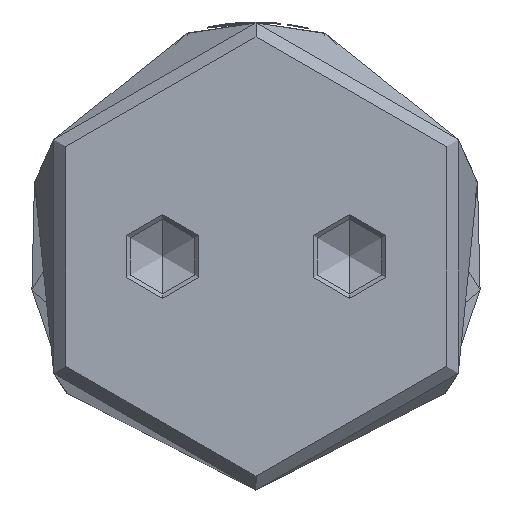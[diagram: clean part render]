
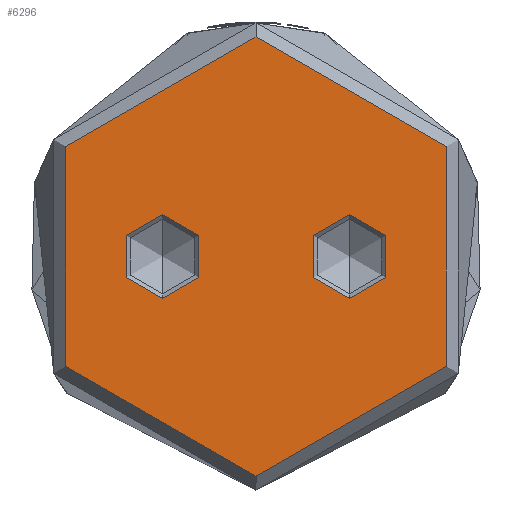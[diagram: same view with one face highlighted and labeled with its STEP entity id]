
A CAD part, front view. The second image highlights one B-rep face of the part: STEP entity #6296.
In plain terms, the highlighted face is planar.
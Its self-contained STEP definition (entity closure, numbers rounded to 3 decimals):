
#11 = FACE_OUTER_BOUND ( 'NONE', #5006, .T. ) ;
#26 = DIRECTION ( 'NONE',  ( 0., 0., 1. ) ) ;
#57 = CARTESIAN_POINT ( 'NONE',  ( 0., 10., 0. ) ) ;
#119 = DIRECTION ( 'NONE',  ( 1., 0., 0. ) ) ;
#438 = CIRCLE ( 'NONE', #2874, 23.5 ) ;
#441 = EDGE_CURVE ( 'NONE', #2113, #7351, #6546, .T. ) ;
#515 = ORIENTED_EDGE ( 'NONE', *, *, #2700, .T. ) ;
#665 = ORIENTED_EDGE ( 'NONE', *, *, #2061, .T. ) ;
#692 = DIRECTION ( 'NONE',  ( 0., 0., 1. ) ) ;
#722 = CARTESIAN_POINT ( 'NONE',  ( 0., 0., 0. ) ) ;
#791 = VERTEX_POINT ( 'NONE', #6341 ) ;
#824 = AXIS2_PLACEMENT_3D ( 'NONE', #4089, #692, #4651 ) ;
#1094 = CARTESIAN_POINT ( 'NONE',  ( -23.5, 0., 0. ) ) ;
#1147 = ORIENTED_EDGE ( 'NONE', *, *, #7368, .T. ) ;
#1205 = CIRCLE ( 'NONE', #6166, 4.5 ) ;
#1491 = EDGE_CURVE ( 'NONE', #7351, #2113, #1205, .T. ) ;
#1511 = VERTEX_POINT ( 'NONE', #2345 ) ;
#1528 = CARTESIAN_POINT ( 'NONE',  ( 4.5, 10., 0. ) ) ;
#1868 = DIRECTION ( 'NONE',  ( 1., 0., 0. ) ) ;
#1889 = DIRECTION ( 'NONE',  ( 0., 0., 1. ) ) ;
#1906 = CARTESIAN_POINT ( 'NONE',  ( 0., 10., 0. ) ) ;
#1908 = EDGE_LOOP ( 'NONE', ( #4649, #6193 ) ) ;
#1909 = AXIS2_PLACEMENT_3D ( 'NONE', #722, #5872, #2510 ) ;
#1917 = FACE_BOUND ( 'NONE', #6989, .T. ) ;
#2061 = EDGE_CURVE ( 'NONE', #1511, #5092, #4659, .T. ) ;
#2113 = VERTEX_POINT ( 'NONE', #1528 ) ;
#2114 = DIRECTION ( 'NONE',  ( 0., 0., 1. ) ) ;
#2196 = DIRECTION ( 'NONE',  ( 0., 0., -1. ) ) ;
#2345 = CARTESIAN_POINT ( 'NONE',  ( -4.5, -10., 0. ) ) ;
#2510 = DIRECTION ( 'NONE',  ( -1., 0., 0. ) ) ;
#2700 = EDGE_CURVE ( 'NONE', #5092, #1511, #4296, .T. ) ;
#2750 = CARTESIAN_POINT ( 'NONE',  ( 4.5, -10., 0. ) ) ;
#2874 = AXIS2_PLACEMENT_3D ( 'NONE', #5476, #2114, #6065 ) ;
#2962 = AXIS2_PLACEMENT_3D ( 'NONE', #1906, #1889, #1868 ) ;
#4031 = CARTESIAN_POINT ( 'NONE',  ( -4.5, 10., 0. ) ) ;
#4089 = CARTESIAN_POINT ( 'NONE',  ( 0., 0., 0. ) ) ;
#4296 = CIRCLE ( 'NONE', #6826, 4.5 ) ;
#4380 = FACE_BOUND ( 'NONE', #1908, .T. ) ;
#4649 = ORIENTED_EDGE ( 'NONE', *, *, #441, .F. ) ;
#4651 = DIRECTION ( 'NONE',  ( 1., 0., 0. ) ) ;
#4659 = CIRCLE ( 'NONE', #7238, 4.5 ) ;
#5006 = EDGE_LOOP ( 'NONE', ( #5462, #1147 ) ) ;
#5092 = VERTEX_POINT ( 'NONE', #2750 ) ;
#5295 = PLANE ( 'NONE',  #1909 ) ;
#5462 = ORIENTED_EDGE ( 'NONE', *, *, #5512, .T. ) ;
#5476 = CARTESIAN_POINT ( 'NONE',  ( 0., 0., 0. ) ) ;
#5512 = EDGE_CURVE ( 'NONE', #7256, #791, #438, .T. ) ;
#5565 = CARTESIAN_POINT ( 'NONE',  ( 0., -10., 0. ) ) ;
#5872 = DIRECTION ( 'NONE',  ( 0., 0., -1. ) ) ;
#5881 = CIRCLE ( 'NONE', #824, 23.5 ) ;
#6065 = DIRECTION ( 'NONE',  ( 1., 0., 0. ) ) ;
#6149 = DIRECTION ( 'NONE',  ( 1., 0., 0. ) ) ;
#6166 = AXIS2_PLACEMENT_3D ( 'NONE', #57, #26, #119 ) ;
#6193 = ORIENTED_EDGE ( 'NONE', *, *, #1491, .F. ) ;
#6265 = DIRECTION ( 'NONE',  ( 1., 0., 0. ) ) ;
#6293 = DIRECTION ( 'NONE',  ( 0., 0., -1. ) ) ;
#6296 = ADVANCED_FACE ( 'NONE', ( #11, #4380, #1917 ), #5295, .F. ) ;
#6341 = CARTESIAN_POINT ( 'NONE',  ( 23.5, 0., 0. ) ) ;
#6511 = CARTESIAN_POINT ( 'NONE',  ( 0., -10., 0. ) ) ;
#6546 = CIRCLE ( 'NONE', #2962, 4.5 ) ;
#6826 = AXIS2_PLACEMENT_3D ( 'NONE', #5565, #2196, #6149 ) ;
#6989 = EDGE_LOOP ( 'NONE', ( #515, #665 ) ) ;
#7238 = AXIS2_PLACEMENT_3D ( 'NONE', #6511, #6293, #6265 ) ;
#7256 = VERTEX_POINT ( 'NONE', #1094 ) ;
#7351 = VERTEX_POINT ( 'NONE', #4031 ) ;
#7368 = EDGE_CURVE ( 'NONE', #791, #7256, #5881, .T. ) ;
